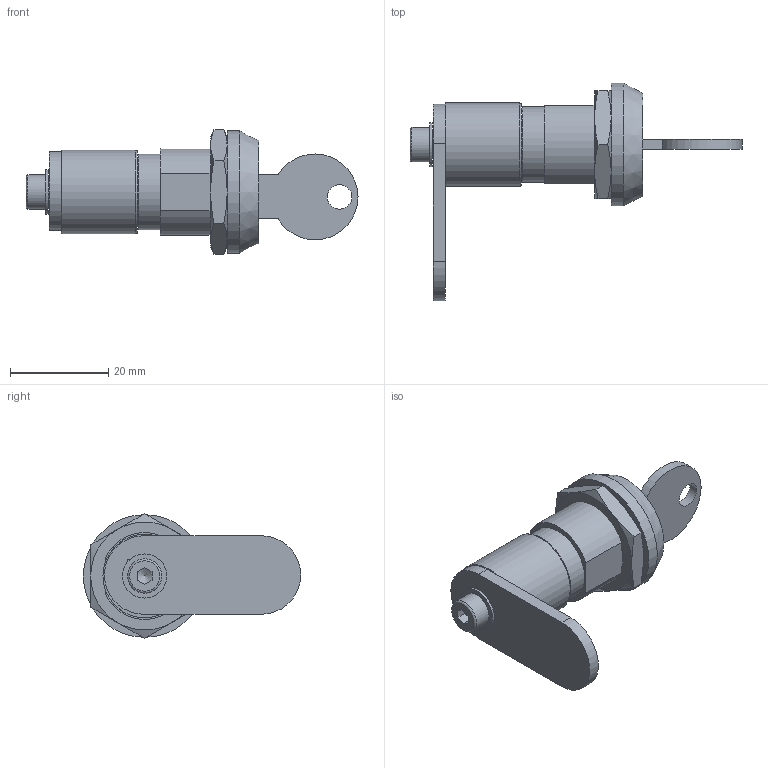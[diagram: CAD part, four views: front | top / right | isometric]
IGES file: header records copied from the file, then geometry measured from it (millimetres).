
Global section: file name: 620002.stp; native system: Autodesk Inventor 2014; preprocessor: unknown; author: zeman; date: 20151016.124915; units: millimetre
Bounding box: 67.65 x 44.3 x 25.4 mm (x, y, z)
Volume: 12835.4 mm3; surface area: 10037.8 mm2
Topology: 8 solids, 8 shells, 128 faces, 303 edges, 198 vertices
Faces by surface type: plane 84, cone 15, cylinder 14, revolution 12, bspline 3
Full cylindrical faces by diameter (mm): 4 x1, 7 x1, 9 x1, 12 x1, 15.4 x1, 16.5 x1, 17 x1, 25 x1
